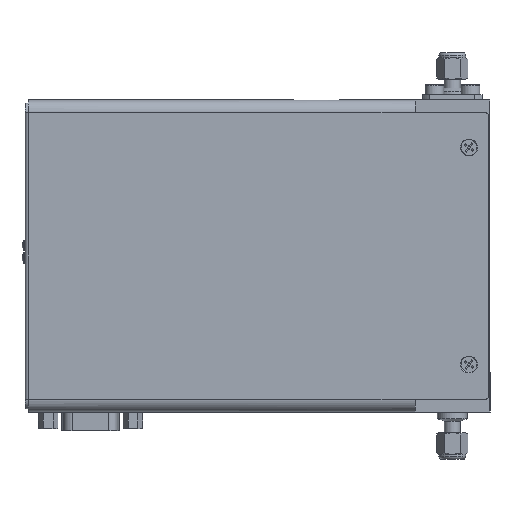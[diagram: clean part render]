
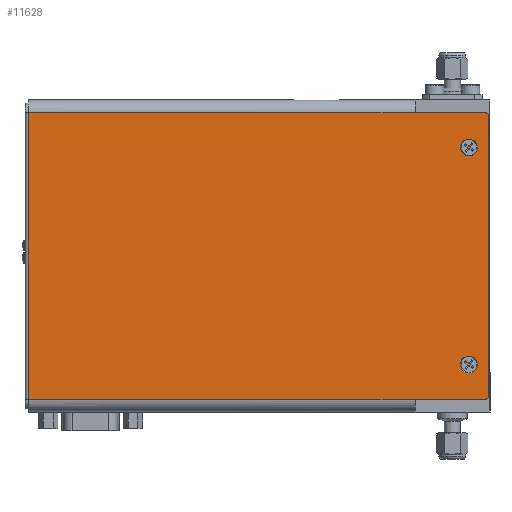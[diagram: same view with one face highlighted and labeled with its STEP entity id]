
A CAD part, left-side view. The second image highlights one B-rep face of the part: STEP entity #11628.
In plain terms, the highlighted planar face has unit normal (-1, 0, 0).
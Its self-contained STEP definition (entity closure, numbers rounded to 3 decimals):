
#4015=CARTESIAN_POINT('',(-7.938,124.35,-56.2));
#4016=VERTEX_POINT('',#4015);
#4040=CARTESIAN_POINT('',(-7.938,124.35,28.2));
#4041=VERTEX_POINT('',#4040);
#6823=CARTESIAN_POINT('',(-7.938,10.35,-56.2));
#6824=VERTEX_POINT('',#6823);
#11109=CARTESIAN_POINT('',(-7.938,-5.55,20.5));
#11110=VERTEX_POINT('',#11109);
#11111=CARTESIAN_POINT('',(-7.938,-5.55,18.));
#11112=DIRECTION('',(1.0,0.0,0.0));
#11113=DIRECTION('',(0.0,0.0,1.0));
#11114=AXIS2_PLACEMENT_3D('',#11111,#11112,#11113);
#11115=CIRCLE('',#11114,2.5);
#11116=EDGE_CURVE('',#11110,#11110,#11115,.T.);
#11158=CARTESIAN_POINT('',(-7.938,-5.55,-43.5));
#11159=VERTEX_POINT('',#11158);
#11160=CARTESIAN_POINT('',(-7.938,-5.55,-46.));
#11161=DIRECTION('',(1.0,0.0,0.0));
#11162=DIRECTION('',(0.0,0.0,1.0));
#11163=AXIS2_PLACEMENT_3D('',#11160,#11161,#11162);
#11164=CIRCLE('',#11163,2.5);
#11165=EDGE_CURVE('',#11159,#11159,#11164,.T.);
#11527=CARTESIAN_POINT('',(-7.938,-11.45,-55.2));
#11528=VERTEX_POINT('',#11527);
#11535=CARTESIAN_POINT('',(-7.938,-10.45,-56.2));
#11536=VERTEX_POINT('',#11535);
#11537=CARTESIAN_POINT('',(-7.938,-10.45,-55.2));
#11538=DIRECTION('',(1.,0.,0.));
#11539=DIRECTION('',(0.,-0.707,-0.707));
#11540=AXIS2_PLACEMENT_3D('',#11537,#11538,#11539);
#11541=CIRCLE('',#11540,1.0);
#11542=EDGE_CURVE('',#11528,#11536,#11541,.T.);
#11559=CARTESIAN_POINT('',(-7.938,-10.45,-56.2));
#11560=DIRECTION('',(0.0,1.0,0.0));
#11561=VECTOR('',#11560,20.8);
#11562=LINE('',#11559,#11561);
#11563=EDGE_CURVE('',#11536,#6824,#11562,.T.);
#11570=CARTESIAN_POINT('',(-7.938,67.8,-14.));
#11571=DIRECTION('',(-1.0,0.0,0.0));
#11572=DIRECTION('',(0.0,0.0,1.0));
#11573=AXIS2_PLACEMENT_3D('',#11570,#11571,#11572);
#11574=PLANE('',#11573);
#11575=ORIENTED_EDGE('',*,*,#11542,.F.);
#11576=CARTESIAN_POINT('',(-7.938,-11.45,27.2));
#11577=VERTEX_POINT('',#11576);
#11578=CARTESIAN_POINT('',(-7.938,-11.45,27.2));
#11579=DIRECTION('',(0.0,0.0,-1.0));
#11580=VECTOR('',#11579,82.4);
#11581=LINE('',#11578,#11580);
#11582=EDGE_CURVE('',#11577,#11528,#11581,.T.);
#11583=ORIENTED_EDGE('',*,*,#11582,.F.);
#11584=CARTESIAN_POINT('',(-7.938,-10.45,28.2));
#11585=VERTEX_POINT('',#11584);
#11586=CARTESIAN_POINT('',(-7.938,-10.45,27.2));
#11587=DIRECTION('',(1.,0.,0.));
#11588=DIRECTION('',(0.,-0.707,0.707));
#11589=AXIS2_PLACEMENT_3D('',#11586,#11587,#11588);
#11590=CIRCLE('',#11589,1.0);
#11591=EDGE_CURVE('',#11585,#11577,#11590,.T.);
#11592=ORIENTED_EDGE('',*,*,#11591,.F.);
#11593=CARTESIAN_POINT('',(-7.938,10.35,28.2));
#11594=VERTEX_POINT('',#11593);
#11595=CARTESIAN_POINT('',(-7.938,10.35,28.2));
#11596=DIRECTION('',(0.0,-1.0,0.0));
#11597=VECTOR('',#11596,20.8);
#11598=LINE('',#11595,#11597);
#11599=EDGE_CURVE('',#11594,#11585,#11598,.T.);
#11600=ORIENTED_EDGE('',*,*,#11599,.F.);
#11601=CARTESIAN_POINT('',(-7.938,10.35,28.2));
#11602=DIRECTION('',(0.0,1.0,0.0));
#11603=VECTOR('',#11602,114.);
#11604=LINE('',#11601,#11603);
#11605=EDGE_CURVE('',#11594,#4041,#11604,.T.);
#11606=ORIENTED_EDGE('',*,*,#11605,.T.);
#11607=CARTESIAN_POINT('',(-7.938,124.35,28.2));
#11608=DIRECTION('',(0.0,0.0,-1.0));
#11609=VECTOR('',#11608,84.4);
#11610=LINE('',#11607,#11609);
#11611=EDGE_CURVE('',#4041,#4016,#11610,.T.);
#11612=ORIENTED_EDGE('',*,*,#11611,.T.);
#11613=CARTESIAN_POINT('',(-7.938,124.35,-56.2));
#11614=DIRECTION('',(0.0,-1.0,0.0));
#11615=VECTOR('',#11614,114.);
#11616=LINE('',#11613,#11615);
#11617=EDGE_CURVE('',#4016,#6824,#11616,.T.);
#11618=ORIENTED_EDGE('',*,*,#11617,.T.);
#11619=ORIENTED_EDGE('',*,*,#11563,.F.);
#11620=EDGE_LOOP('',(#11575,#11583,#11592,#11600,#11606,#11612,#11618,#11619));
#11621=FACE_OUTER_BOUND('',#11620,.T.);
#11622=ORIENTED_EDGE('',*,*,#11116,.T.);
#11623=EDGE_LOOP('',(#11622));
#11624=FACE_BOUND('',#11623,.T.);
#11625=ORIENTED_EDGE('',*,*,#11165,.T.);
#11626=EDGE_LOOP('',(#11625));
#11627=FACE_BOUND('',#11626,.T.);
#11628=ADVANCED_FACE('',(#11621,#11624,#11627),#11574,.T.);
